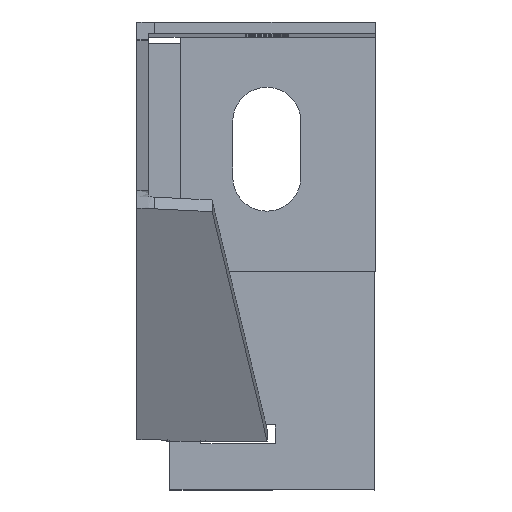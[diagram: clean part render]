
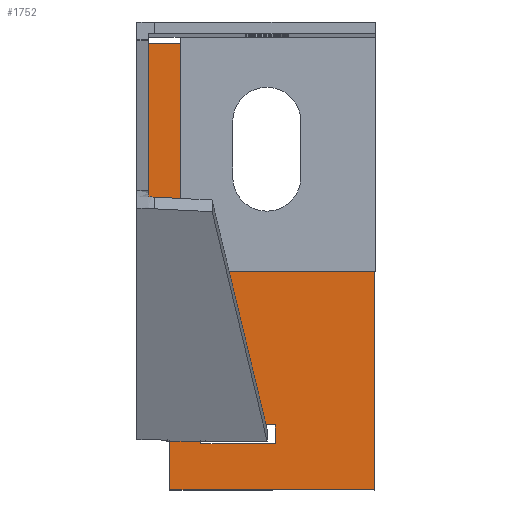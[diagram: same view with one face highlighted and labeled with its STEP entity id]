
A CAD part, top view. The second image highlights one B-rep face of the part: STEP entity #1752.
In plain terms, the highlighted face is planar.
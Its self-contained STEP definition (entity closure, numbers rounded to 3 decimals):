
#19 = CARTESIAN_POINT ( 'NONE',  ( 136.08, -51.993, 20.461 ) ) ;
#38 = VERTEX_POINT ( 'NONE', #944 ) ;
#43 = VERTEX_POINT ( 'NONE', #1901 ) ;
#48 = CARTESIAN_POINT ( 'NONE',  ( 136.08, 9.507, -3.539 ) ) ;
#61 = LINE ( 'NONE', #2705, #2035 ) ;
#62 = LINE ( 'NONE', #2001, #1834 ) ;
#71 = ORIENTED_EDGE ( 'NONE', *, *, #1407, .T. ) ;
#73 = CARTESIAN_POINT ( 'NONE',  ( 136.08, -51.993, 8.461 ) ) ;
#74 = LINE ( 'NONE', #1980, #3008 ) ;
#114 = VERTEX_POINT ( 'NONE', #1531 ) ;
#125 = DIRECTION ( 'NONE',  ( 0., 0., 1. ) ) ;
#149 = EDGE_CURVE ( 'NONE', #1667, #1324, #2522, .T. ) ;
#158 = AXIS2_PLACEMENT_3D ( 'NONE', #330, #1997, #2219 ) ;
#189 = EDGE_CURVE ( 'NONE', #38, #1312, #1103, .T. ) ;
#214 = CARTESIAN_POINT ( 'NONE',  ( 136.08, 9.507, 1. ) ) ;
#306 = VECTOR ( 'NONE', #1348, 1000. ) ;
#318 = FACE_BOUND ( 'NONE', #1477, .T. ) ;
#321 = CARTESIAN_POINT ( 'NONE',  ( 136.08, -51.993, 8.461 ) ) ;
#330 = CARTESIAN_POINT ( 'NONE',  ( 136.08, -2.993, 18.961 ) ) ;
#353 = CARTESIAN_POINT ( 'NONE',  ( 136.08, -62.492, 36.461 ) ) ;
#366 = DIRECTION ( 'NONE',  ( 0., 1., 0. ) ) ;
#465 = ORIENTED_EDGE ( 'NONE', *, *, #647, .T. ) ;
#518 = ORIENTED_EDGE ( 'NONE', *, *, #798, .F. ) ;
#531 = FACE_BOUND ( 'NONE', #818, .T. ) ;
#554 = DIRECTION ( 'NONE',  ( 0., -1., 0. ) ) ;
#558 = ORIENTED_EDGE ( 'NONE', *, *, #1789, .T. ) ;
#601 = CARTESIAN_POINT ( 'NONE',  ( 136.08, -54.993, 20.461 ) ) ;
#603 = DIRECTION ( 'NONE',  ( -1., 0., 0. ) ) ;
#614 = DIRECTION ( 'NONE',  ( 0., 1., 0. ) ) ;
#647 = EDGE_CURVE ( 'NONE', #2503, #1550, #62, .T. ) ;
#659 = CARTESIAN_POINT ( 'NONE',  ( 136.08, -51.492, 3.461 ) ) ;
#673 = LINE ( 'NONE', #1391, #306 ) ;
#711 = LINE ( 'NONE', #214, #1893 ) ;
#753 = DIRECTION ( 'NONE',  ( 0., 0., 1. ) ) ;
#779 = CARTESIAN_POINT ( 'NONE',  ( 136.08, -54.993, 20.461 ) ) ;
#798 = EDGE_CURVE ( 'NONE', #2691, #2263, #74, .T. ) ;
#799 = LINE ( 'NONE', #1059, #2274 ) ;
#818 = EDGE_LOOP ( 'NONE', ( #1527, #2949, #2790, #2660 ) ) ;
#819 = DIRECTION ( 'NONE',  ( 0., -1., 0. ) ) ;
#822 = LINE ( 'NONE', #2015, #1890 ) ;
#826 = LINE ( 'NONE', #353, #1987 ) ;
#886 = VECTOR ( 'NONE', #819, 1000. ) ;
#944 = CARTESIAN_POINT ( 'NONE',  ( 136.08, -2.993, 24.961 ) ) ;
#993 = VECTOR ( 'NONE', #2639, 1000. ) ;
#996 = DIRECTION ( 'NONE',  ( 1., 0., 0. ) ) ;
#1007 = CARTESIAN_POINT ( 'NONE',  ( 136.08, -11.993, 12.961 ) ) ;
#1037 = DIRECTION ( 'NONE',  ( 0., 0., 1. ) ) ;
#1059 = CARTESIAN_POINT ( 'NONE',  ( 136.08, -54.993, 8.461 ) ) ;
#1071 = EDGE_CURVE ( 'NONE', #1312, #1119, #2662, .T. ) ;
#1103 = CIRCLE ( 'NONE', #158, 6. ) ;
#1119 = VERTEX_POINT ( 'NONE', #1007 ) ;
#1136 = DIRECTION ( 'NONE',  ( 0., 0., -1. ) ) ;
#1208 = CARTESIAN_POINT ( 'NONE',  ( 136.08, -51.492, 1. ) ) ;
#1222 = LINE ( 'NONE', #48, #993 ) ;
#1250 = CIRCLE ( 'NONE', #2336, 6. ) ;
#1263 = FACE_OUTER_BOUND ( 'NONE', #2396, .T. ) ;
#1272 = CARTESIAN_POINT ( 'NONE',  ( 136.08, 9.507, 0. ) ) ;
#1306 = DIRECTION ( 'NONE',  ( 0., 0., 1. ) ) ;
#1312 = VERTEX_POINT ( 'NONE', #2210 ) ;
#1317 = LINE ( 'NONE', #779, #3064 ) ;
#1324 = VERTEX_POINT ( 'NONE', #601 ) ;
#1329 = EDGE_CURVE ( 'NONE', #1794, #1667, #799, .T. ) ;
#1330 = ORIENTED_EDGE ( 'NONE', *, *, #2013, .T. ) ;
#1344 = AXIS2_PLACEMENT_3D ( 'NONE', #2429, #996, #1954 ) ;
#1348 = DIRECTION ( 'NONE',  ( 0., -1., 0. ) ) ;
#1391 = CARTESIAN_POINT ( 'NONE',  ( 136.08, -62.493, 3.461 ) ) ;
#1407 = EDGE_CURVE ( 'NONE', #43, #1951, #826, .T. ) ;
#1416 = DIRECTION ( 'NONE',  ( 0., 0., -1. ) ) ;
#1418 = VERTEX_POINT ( 'NONE', #2020 ) ;
#1477 = EDGE_LOOP ( 'NONE', ( #3049, #1500, #2007, #2153 ) ) ;
#1500 = ORIENTED_EDGE ( 'NONE', *, *, #1808, .F. ) ;
#1514 = ORIENTED_EDGE ( 'NONE', *, *, #2523, .T. ) ;
#1519 = PLANE ( 'NONE',  #1344 ) ;
#1527 = ORIENTED_EDGE ( 'NONE', *, *, #1071, .F. ) ;
#1531 = CARTESIAN_POINT ( 'NONE',  ( 136.08, -11.993, 24.961 ) ) ;
#1550 = VERTEX_POINT ( 'NONE', #659 ) ;
#1637 = CARTESIAN_POINT ( 'NONE',  ( 136.08, -51.493, -136.039 ) ) ;
#1659 = CARTESIAN_POINT ( 'NONE',  ( 136.08, -54.993, 8.461 ) ) ;
#1667 = VERTEX_POINT ( 'NONE', #1659 ) ;
#1691 = CARTESIAN_POINT ( 'NONE',  ( 136.08, 9.507, 36.461 ) ) ;
#1715 = EDGE_CURVE ( 'NONE', #114, #38, #822, .T. ) ;
#1752 = ADVANCED_FACE ( 'NONE', ( #531, #318, #1263 ), #1519, .F. ) ;
#1782 = DIRECTION ( 'NONE',  ( 0., 1., 0. ) ) ;
#1789 = EDGE_CURVE ( 'NONE', #1951, #2520, #61, .T. ) ;
#1794 = VERTEX_POINT ( 'NONE', #73 ) ;
#1808 = EDGE_CURVE ( 'NONE', #1324, #3047, #1317, .T. ) ;
#1834 = VECTOR ( 'NONE', #753, 1000. ) ;
#1890 = VECTOR ( 'NONE', #1782, 1000. ) ;
#1893 = VECTOR ( 'NONE', #1416, 1000. ) ;
#1901 = CARTESIAN_POINT ( 'NONE',  ( 136.08, -62.493, 3.461 ) ) ;
#1949 = VECTOR ( 'NONE', #1136, 1000. ) ;
#1951 = VERTEX_POINT ( 'NONE', #2663 ) ;
#1954 = DIRECTION ( 'NONE',  ( 0., 0., -1. ) ) ;
#1980 = CARTESIAN_POINT ( 'NONE',  ( 136.08, 0., 0. ) ) ;
#1987 = VECTOR ( 'NONE', #1306, 1000. ) ;
#1997 = DIRECTION ( 'NONE',  ( -1., 0., 0. ) ) ;
#2001 = CARTESIAN_POINT ( 'NONE',  ( 136.08, -51.492, 3.461 ) ) ;
#2007 = ORIENTED_EDGE ( 'NONE', *, *, #149, .F. ) ;
#2013 = EDGE_CURVE ( 'NONE', #1418, #2263, #711, .T. ) ;
#2015 = CARTESIAN_POINT ( 'NONE',  ( 136.08, -2.993, 24.961 ) ) ;
#2020 = CARTESIAN_POINT ( 'NONE',  ( 136.08, 9.507, 1. ) ) ;
#2035 = VECTOR ( 'NONE', #366, 1000. ) ;
#2153 = ORIENTED_EDGE ( 'NONE', *, *, #1329, .F. ) ;
#2210 = CARTESIAN_POINT ( 'NONE',  ( 136.08, -2.993, 12.961 ) ) ;
#2219 = DIRECTION ( 'NONE',  ( 0., 0., 1. ) ) ;
#2236 = CARTESIAN_POINT ( 'NONE',  ( 136.08, -2.993, 12.961 ) ) ;
#2258 = DIRECTION ( 'NONE',  ( 0., 0., -1. ) ) ;
#2263 = VERTEX_POINT ( 'NONE', #1272 ) ;
#2274 = VECTOR ( 'NONE', #554, 1000. ) ;
#2296 = ORIENTED_EDGE ( 'NONE', *, *, #2857, .F. ) ;
#2336 = AXIS2_PLACEMENT_3D ( 'NONE', #2724, #603, #125 ) ;
#2396 = EDGE_LOOP ( 'NONE', ( #1514, #1330, #518, #2296, #465, #2596, #71, #558 ) ) ;
#2429 = CARTESIAN_POINT ( 'NONE',  ( 136.08, 0., -136.039 ) ) ;
#2436 = VECTOR ( 'NONE', #2258, 1000. ) ;
#2447 = VECTOR ( 'NONE', #1037, 1000. ) ;
#2503 = VERTEX_POINT ( 'NONE', #1208 ) ;
#2520 = VERTEX_POINT ( 'NONE', #1691 ) ;
#2522 = LINE ( 'NONE', #2928, #2447 ) ;
#2523 = EDGE_CURVE ( 'NONE', #2520, #1418, #1222, .T. ) ;
#2528 = LINE ( 'NONE', #1637, #1949 ) ;
#2596 = ORIENTED_EDGE ( 'NONE', *, *, #2856, .T. ) ;
#2639 = DIRECTION ( 'NONE',  ( 0., 0., -1. ) ) ;
#2660 = ORIENTED_EDGE ( 'NONE', *, *, #3062, .F. ) ;
#2662 = LINE ( 'NONE', #2236, #886 ) ;
#2663 = CARTESIAN_POINT ( 'NONE',  ( 136.08, -62.492, 36.461 ) ) ;
#2677 = DIRECTION ( 'NONE',  ( 0., 1., 0. ) ) ;
#2680 = CARTESIAN_POINT ( 'NONE',  ( 136.08, -51.493, 0. ) ) ;
#2691 = VERTEX_POINT ( 'NONE', #2680 ) ;
#2705 = CARTESIAN_POINT ( 'NONE',  ( 136.08, -62.492, 36.461 ) ) ;
#2724 = CARTESIAN_POINT ( 'NONE',  ( 136.08, -11.993, 18.961 ) ) ;
#2727 = EDGE_CURVE ( 'NONE', #3047, #1794, #2739, .T. ) ;
#2739 = LINE ( 'NONE', #321, #2436 ) ;
#2790 = ORIENTED_EDGE ( 'NONE', *, *, #1715, .F. ) ;
#2856 = EDGE_CURVE ( 'NONE', #1550, #43, #673, .T. ) ;
#2857 = EDGE_CURVE ( 'NONE', #2503, #2691, #2528, .T. ) ;
#2928 = CARTESIAN_POINT ( 'NONE',  ( 136.08, -54.993, 8.461 ) ) ;
#2949 = ORIENTED_EDGE ( 'NONE', *, *, #189, .F. ) ;
#3008 = VECTOR ( 'NONE', #614, 1000. ) ;
#3047 = VERTEX_POINT ( 'NONE', #19 ) ;
#3049 = ORIENTED_EDGE ( 'NONE', *, *, #2727, .F. ) ;
#3062 = EDGE_CURVE ( 'NONE', #1119, #114, #1250, .T. ) ;
#3064 = VECTOR ( 'NONE', #2677, 1000. ) ;
